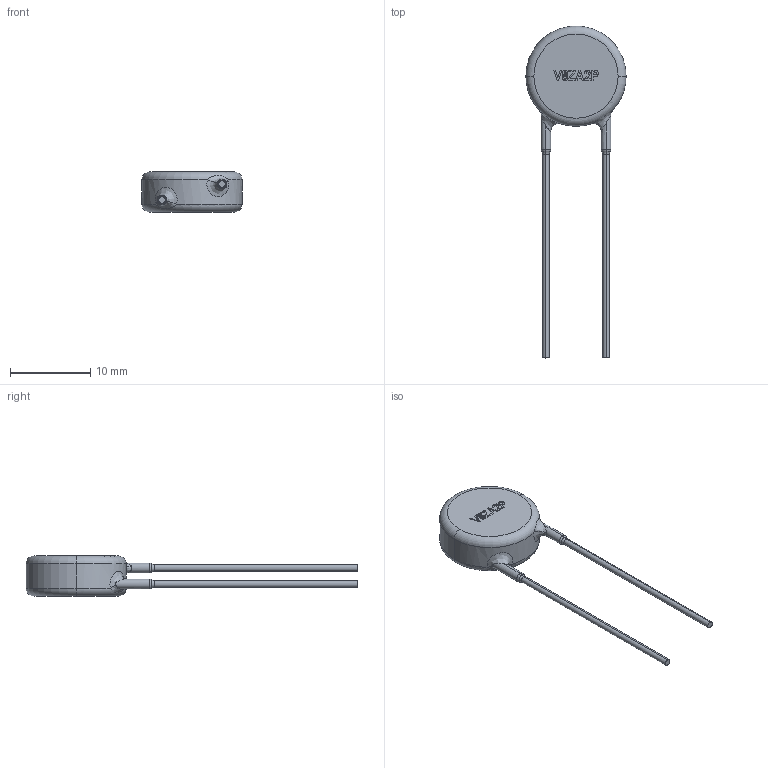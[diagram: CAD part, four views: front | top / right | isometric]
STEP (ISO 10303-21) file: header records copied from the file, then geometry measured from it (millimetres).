
FILE_DESCRIPTION (( 'STEP AP214' ), '1' );
FILE_NAME ('V8ZA2P.STEP', '2023-12-22T19:37:23', ( '' ), ( '' ), 'SwSTEP 2.0', 'SolidWorks 2023', '' );
FILE_SCHEMA (( 'AUTOMOTIVE_DESIGN' ));
Length unit declared in the file: millimetre
Products named in the file (1): V8ZA2P
Bounding box: 12.5 x 41.4 x 5 mm (x, y, z)
Volume: 635.8 mm3; surface area: 569.7 mm2
Topology: 1 solids, 1 shells, 110 faces, 274 edges, 176 vertices
Faces by surface type: plane 54, bspline 34, torus 12, cylinder 10
Entity records: 6285 total; most frequent: CARTESIAN_POINT 2643, ORIENTED_EDGE 548, DIRECTION 398, EDGE_CURVE 274, VERTEX_POINT 176, VECTOR 160, LINE 160, EDGE_LOOP 120
